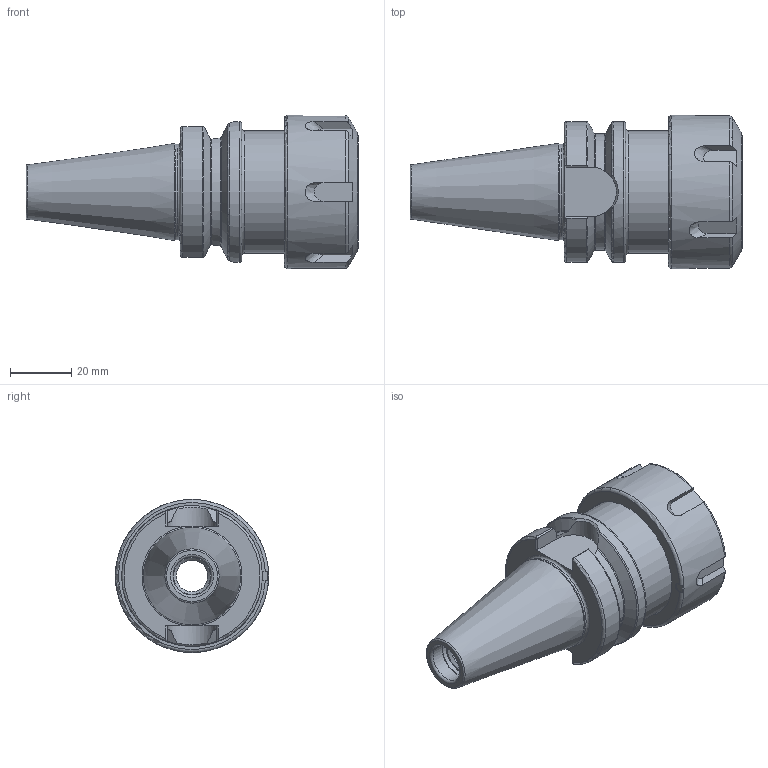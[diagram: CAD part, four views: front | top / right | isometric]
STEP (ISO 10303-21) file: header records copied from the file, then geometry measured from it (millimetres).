
FILE_DESCRIPTION(/* description */ (''),/* implementation_level */ '2;1');
FILE_NAME(/* name */ 'BT30-ER32-60.stp',/* time_stamp */ '2022-08-31T16:39:54+08:00',/* author */ ('Administrator'),/* organization */ (''),/* preprocessor_version */ 'ST-DEVELOPER v18.1',/* originating_system */ 'Autodesk Inventor 2022',/* authorisation */ '');
FILE_SCHEMA (('AUTOMOTIVE_DESIGN { 1 0 10303 214 3 1 1 }'));
Length unit declared in the file: millimetre
Products named in the file (3): BT30-ER32-60; BT30-ER32-60_1; ER32UM单偏心压帽最新版
Assembly tree (2 placements, depth 2):
  BT30-ER32-60
    BT30-ER32-60_1
    ER32UM单偏心压帽最新版
Bounding box: 108.4 x 50 x 50 mm (x, y, z)
Volume: 72980.8 mm3; surface area: 27120.5 mm2
Topology: 2 solids, 2 shells, 126 faces, 340 edges, 222 vertices
Faces by surface type: plane 47, torus 26, cylinder 20, cone 17, bspline 16
Full cylindrical faces by diameter (mm): 10.3 x1, 12.5 x1, 13.1 x1, 16.5 x1, 23.5 x1, 27.17 x1, 31.15 x1, 32.5 x1, 38.376 x1, 40 x1, 40.5 x1, 46 x1, 50 x1
Entity records: 4996 total; most frequent: CARTESIAN_POINT 1910, ORIENTED_EDGE 680, DIRECTION 570, EDGE_CURVE 340, AXIS2_PLACEMENT_3D 229, VERTEX_POINT 222, EDGE_LOOP 134, FACE_OUTER_BOUND 126
